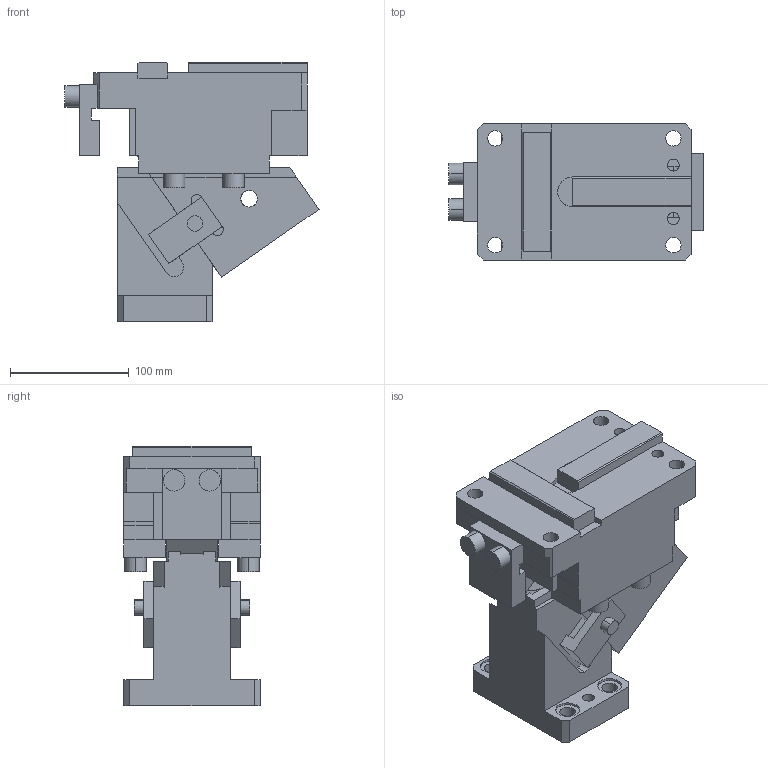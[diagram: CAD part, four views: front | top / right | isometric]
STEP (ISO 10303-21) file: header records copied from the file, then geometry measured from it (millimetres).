
FILE_DESCRIPTION(('CATIA V5 STEP Exchange'),'2;1');
FILE_NAME('CACK_65_55.stp','2015-04-22T15:52:49+00:00',('none'),('none'),'CATIA Version 5 Release 19 SP 2 (IN-10)','CATIA V5 STEP AP203','none');
FILE_SCHEMA(('CONFIG_CONTROL_DESIGN'));
Length unit declared in the file: millimetre
Products named in the file (1): CACK_65_55
Bounding box: 214 x 115 x 219 mm (x, y, z)
Volume: 2424777.7 mm3; surface area: 274700.6 mm2
Topology: 3 solids, 3 shells, 284 faces, 760 edges, 497 vertices
Faces by surface type: plane 194, cylinder 88, cone 2
Entity records: 9207 total; most frequent: CARTESIAN_POINT 2167, ORIENTED_EDGE 1516, DIRECTION 1256, EDGE_CURVE 758, VECTOR 580, LINE 580, VERTEX_POINT 497, AXIS2_PLACEMENT_3D 412
